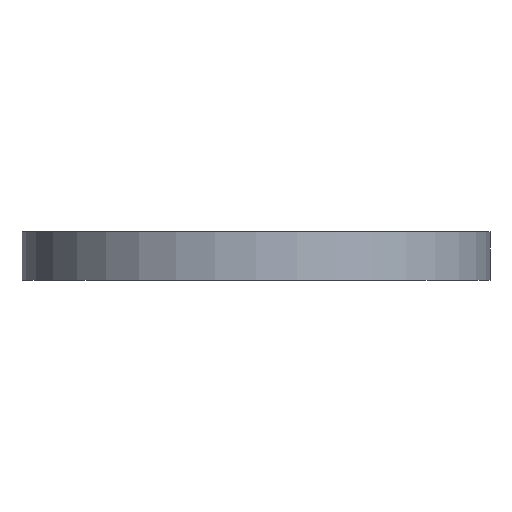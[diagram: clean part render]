
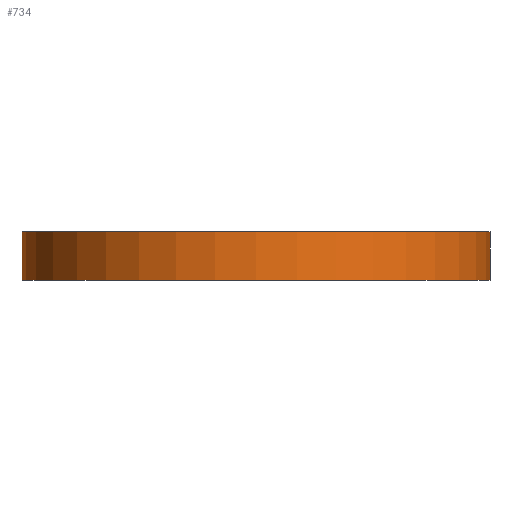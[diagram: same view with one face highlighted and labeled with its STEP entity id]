
A CAD part, front view. The second image highlights one B-rep face of the part: STEP entity #734.
In plain terms, the highlighted cylindrical face has radius 13.495 mm (diameter 26.99 mm), a full revolution.
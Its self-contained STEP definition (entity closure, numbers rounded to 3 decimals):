
#734 = ADVANCED_FACE( '', ( #1947, #1948 ), #1949, .T. );
#1947 = FACE_OUTER_BOUND( '', #4375, .T. );
#1948 = FACE_OUTER_BOUND( '', #4376, .T. );
#1949 = CYLINDRICAL_SURFACE( '', #4377, 13.495 );
#4375 = EDGE_LOOP( '', ( #10065 ) );
#4376 = EDGE_LOOP( '', ( #10066 ) );
#4377 = AXIS2_PLACEMENT_3D( '', #10067, #10068, #10069 );
#10065 = ORIENTED_EDGE( '', *, *, #14790, .T. );
#10066 = ORIENTED_EDGE( '', *, *, #14791, .T. );
#10067 = CARTESIAN_POINT( '', ( 0., 0., 0. ) );
#10068 = DIRECTION( '', ( 0., 0., 1. ) );
#10069 = DIRECTION( '', ( 1., 0., 0. ) );
#14790 = EDGE_CURVE( '', #17387, #17387, #17388, .F. );
#14791 = EDGE_CURVE( '', #17389, #17389, #17390, .F. );
#17387 = VERTEX_POINT( '', #21316 );
#17388 = CIRCLE( '', #21317, 13.495 );
#17389 = VERTEX_POINT( '', #21318 );
#17390 = CIRCLE( '', #21319, 13.495 );
#21316 = CARTESIAN_POINT( '', ( -13.495, 0., -2.8 ) );
#21317 = AXIS2_PLACEMENT_3D( '', #26424, #26425, #26426 );
#21318 = CARTESIAN_POINT( '', ( 13.495, 0., 0. ) );
#21319 = AXIS2_PLACEMENT_3D( '', #26427, #26428, #26429 );
#26424 = CARTESIAN_POINT( '', ( 0., 0., -2.8 ) );
#26425 = DIRECTION( '', ( 0., 0., -1. ) );
#26426 = DIRECTION( '', ( -1., 0., 0. ) );
#26427 = CARTESIAN_POINT( '', ( 0., 0., 0. ) );
#26428 = DIRECTION( '', ( 0., 0., 1. ) );
#26429 = DIRECTION( '', ( 1., 0., 0. ) );
